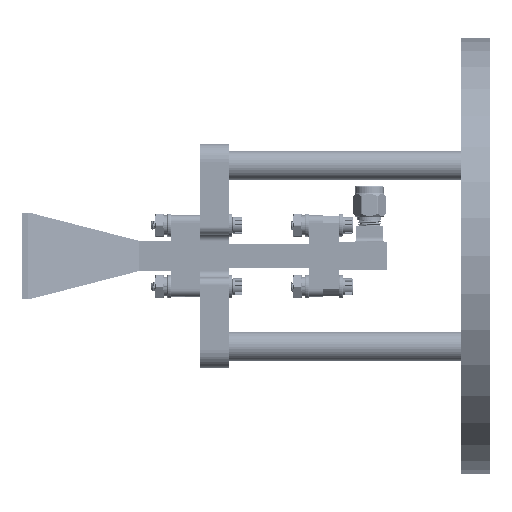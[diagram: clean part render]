
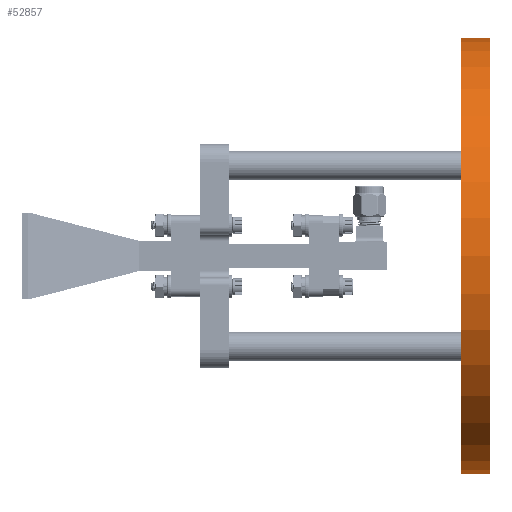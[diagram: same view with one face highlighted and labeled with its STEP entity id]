
A CAD part, left-side view. The second image highlights one B-rep face of the part: STEP entity #52857.
In plain terms, the highlighted cylindrical face has radius 60 mm (diameter 120 mm), a partial arc.
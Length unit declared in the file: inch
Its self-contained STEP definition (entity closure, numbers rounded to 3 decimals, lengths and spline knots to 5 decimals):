
#440 = ORIENTED_EDGE ( 'NONE', *, *, #64031, .T. ) ;
#2173 = ORIENTED_EDGE ( 'NONE', *, *, #8105, .F. ) ;
#7013 = DIRECTION ( 'NONE',  ( 0., 0., 1. ) ) ;
#8105 = EDGE_CURVE ( 'NONE', #31661, #26272, #20111, .T. ) ;
#10948 = EDGE_CURVE ( 'NONE', #26272, #18444, #27167, .T. ) ;
#12036 = ORIENTED_EDGE ( 'NONE', *, *, #10948, .F. ) ;
#16662 = CARTESIAN_POINT ( 'NONE',  ( 0., 0.31496, 2.3622 ) ) ;
#16714 = DIRECTION ( 'NONE',  ( 0., 0., -1. ) ) ;
#18281 = CARTESIAN_POINT ( 'NONE',  ( 0., 0., 2.3622 ) ) ;
#18444 = VERTEX_POINT ( 'NONE', #18281 ) ;
#20111 = CIRCLE ( 'NONE', #63891, 2.3622 ) ;
#25019 = EDGE_CURVE ( 'NONE', #31661, #64511, #39370, .T. ) ;
#26272 = VERTEX_POINT ( 'NONE', #58800 ) ;
#26508 = CARTESIAN_POINT ( 'NONE',  ( 0., 0.31496, 0. ) ) ;
#27167 = LINE ( 'NONE', #16662, #68709 ) ;
#29854 = EDGE_LOOP ( 'NONE', ( #12036, #2173, #42577, #440 ) ) ;
#31638 = AXIS2_PLACEMENT_3D ( 'NONE', #61202, #56497, #7013 ) ;
#31661 = VERTEX_POINT ( 'NONE', #46923 ) ;
#33782 = CIRCLE ( 'NONE', #31638, 2.3622 ) ;
#39370 = LINE ( 'NONE', #61367, #67139 ) ;
#42577 = ORIENTED_EDGE ( 'NONE', *, *, #25019, .T. ) ;
#42665 = AXIS2_PLACEMENT_3D ( 'NONE', #26508, #66148, #16714 ) ;
#43662 = CARTESIAN_POINT ( 'NONE',  ( 0., 0.31496, 0. ) ) ;
#43724 = DIRECTION ( 'NONE',  ( 0., -1., 0. ) ) ;
#44137 = CYLINDRICAL_SURFACE ( 'NONE', #42665, 2.3622 ) ;
#46923 = CARTESIAN_POINT ( 'NONE',  ( 0., 0.31496, -2.3622 ) ) ;
#48850 = FACE_OUTER_BOUND ( 'NONE', #29854, .T. ) ;
#52857 = ADVANCED_FACE ( 'NONE', ( #48850 ), #44137, .T. ) ;
#56497 = DIRECTION ( 'NONE',  ( 0., 1., 0. ) ) ;
#58800 = CARTESIAN_POINT ( 'NONE',  ( 0., 0.31496, 2.3622 ) ) ;
#59203 = DIRECTION ( 'NONE',  ( 0., 1., 0. ) ) ;
#60261 = DIRECTION ( 'NONE',  ( 0., 0., 1. ) ) ;
#61202 = CARTESIAN_POINT ( 'NONE',  ( 0., 0., 0. ) ) ;
#61367 = CARTESIAN_POINT ( 'NONE',  ( 0., 0.31496, -2.3622 ) ) ;
#62888 = CARTESIAN_POINT ( 'NONE',  ( 0., 0., -2.3622 ) ) ;
#63891 = AXIS2_PLACEMENT_3D ( 'NONE', #43662, #59203, #60261 ) ;
#64031 = EDGE_CURVE ( 'NONE', #64511, #18444, #33782, .T. ) ;
#64511 = VERTEX_POINT ( 'NONE', #62888 ) ;
#66063 = DIRECTION ( 'NONE',  ( 0., -1., 0. ) ) ;
#66148 = DIRECTION ( 'NONE',  ( 0., -1., 0. ) ) ;
#67139 = VECTOR ( 'NONE', #66063, 39.37008 ) ;
#68709 = VECTOR ( 'NONE', #43724, 39.37008 ) ;
